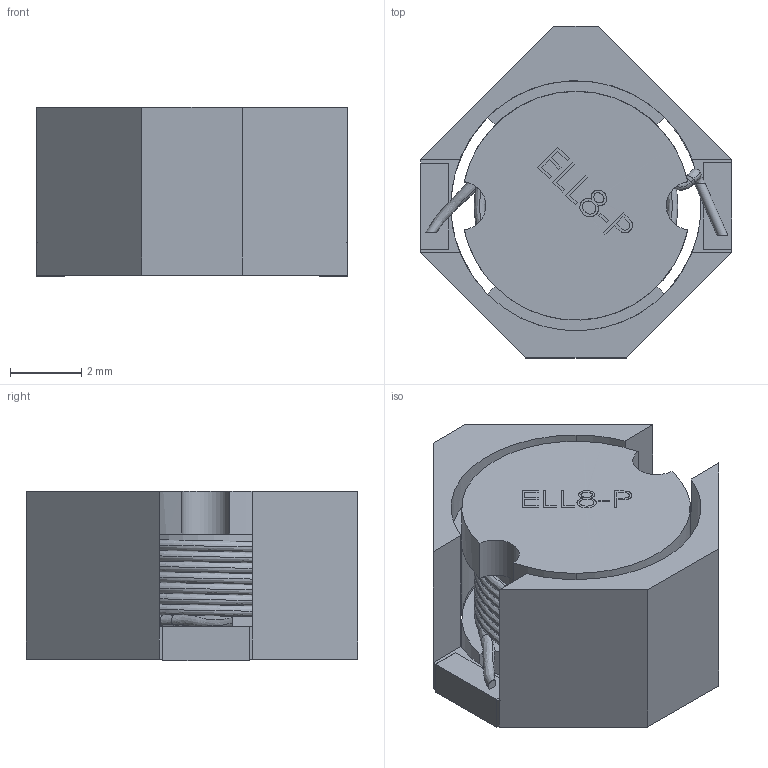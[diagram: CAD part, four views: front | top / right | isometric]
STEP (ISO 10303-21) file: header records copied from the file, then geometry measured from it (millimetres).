
FILE_DESCRIPTION(('FreeCAD Model'),'2;1');
FILE_NAME('inductor_ELL8.step','2018-03-15T21:46:46',('kicad StepUp'),('ksu MCAD'), 'Open CASCADE STEP processor 6.8','FreeCAD','Unknown');
FILE_SCHEMA(('AUTOMOTIVE_DESIGN_CC2 { 1 2 10303 214 -1 1 5 4 }'));
Length unit declared in the file: millimetre
Products named in the file (1): inductor_ELL8
Bounding box: 8.72 x 9.28 x 4.75 mm (x, y, z)
Volume: 205.9 mm3; surface area: 550.5 mm2
Topology: 1 solids, 1 shells, 165 faces, 422 edges, 264 vertices
Faces by surface type: plane 100, bspline 47, cylinder 18
Entity records: 10693 total; most frequent: CARTESIAN_POINT 5866, ORIENTED_EDGE 844, DIRECTION 623, EDGE_CURVE 422, VERTEX_POINT 264, LINE 253, VECTOR 253, AXIS2_PLACEMENT_3D 185
